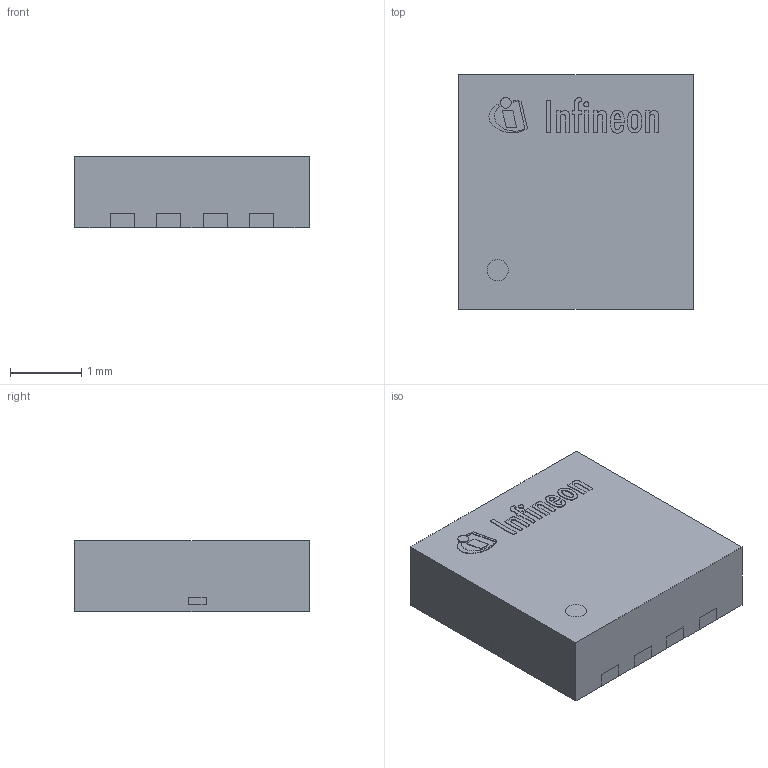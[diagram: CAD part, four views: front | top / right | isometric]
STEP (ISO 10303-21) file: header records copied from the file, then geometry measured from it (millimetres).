
FILE_DESCRIPTION(/* description */ (''),/* implementation_level */ '2;1');
FILE_NAME(/* name */ 'PG-TSDSON-8-25.stp',/* time_stamp */ '2017-06-19T16:26:30+08:00',/* author */ ('guptavas'),/* organization */ (''),/* preprocessor_version */ 'ST-DEVELOPER v15.2',/* originating_system */ 'Autodesk Inventor 2014',/* authorisation */ '');
FILE_SCHEMA (('CONFIG_CONTROL_DESIGN'));
Length unit declared in the file: millimetre
Products named in the file (8): PG-TSDSON-8-25_MOLD; PG-TSDSON-8-25_EXPOSED_LEAD_3; PG-TSDSON-8-25_LOGO; PG-TSDSON-8-25_TIE_BAR; PG-TSDSON-8-25_TIE_BAR.; PG-TSDSON-8-25_EXPOSED_LEAD_2; PG-TSDSON-8-25_EXPOSED_LEAD_1; PG-TSDSON-8-25
Assembly tree (7 placements, depth 2):
  PG-TSDSON-8-25
    PG-TSDSON-8-25_MOLD
    PG-TSDSON-8-25_EXPOSED_LEAD_3
    PG-TSDSON-8-25_LOGO
    PG-TSDSON-8-25_TIE_BAR
    PG-TSDSON-8-25_TIE_BAR.
    PG-TSDSON-8-25_EXPOSED_LEAD_2
    PG-TSDSON-8-25_EXPOSED_LEAD_1
Bounding box: 3.3 x 3.3 x 1.01 mm (x, y, z)
Volume: 10.9 mm3; surface area: 53.7 mm2
Topology: 18 solids, 18 shells, 317 faces, 834 edges, 556 vertices
Faces by surface type: plane 179, cylinder 138
Full cylindrical faces by diameter (mm): 0.073 x1, 0.152 x1, 0.3 x1
Entity records: 10033 total; most frequent: DIRECTION 1771, CARTESIAN_POINT 1719, ORIENTED_EDGE 1662, EDGE_CURVE 831, AXIS2_PLACEMENT_3D 608, VERTEX_POINT 556, LINE 555, VECTOR 555
